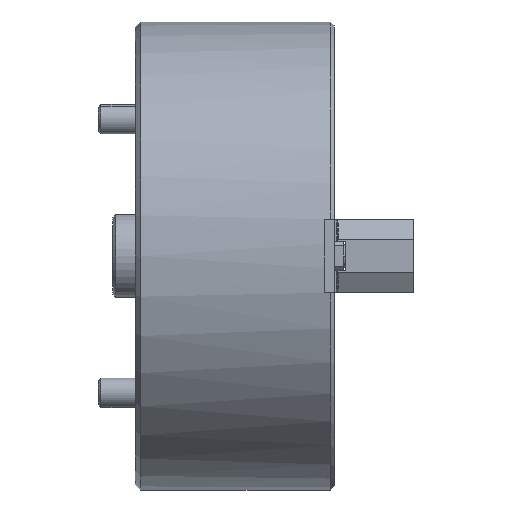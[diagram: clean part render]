
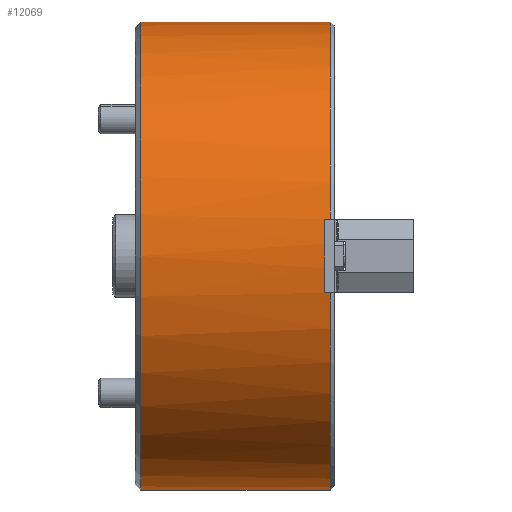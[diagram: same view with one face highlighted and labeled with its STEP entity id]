
A CAD part, front view. The second image highlights one B-rep face of the part: STEP entity #12069.
In plain terms, the highlighted cylindrical face has radius 127 mm (diameter 254 mm), a partial arc.
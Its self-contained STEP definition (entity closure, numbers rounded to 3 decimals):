
#427 = EDGE_CURVE ( 'NONE', #16150, #30879, #22225, .T. ) ;
#1579 = CARTESIAN_POINT ( 'NONE',  ( 106., -125.415, -20. ) ) ;
#3350 = DIRECTION ( 'NONE',  ( -1., 0., 0. ) ) ;
#3684 = AXIS2_PLACEMENT_3D ( 'NONE', #44813, #5439, #9025 ) ;
#4067 = CARTESIAN_POINT ( 'NONE',  ( 3., 0., 127. ) ) ;
#5439 = DIRECTION ( 'NONE',  ( -1., 0., 0. ) ) ;
#5511 = AXIS2_PLACEMENT_3D ( 'NONE', #17131, #42264, #20772 ) ;
#5895 = VERTEX_POINT ( 'NONE', #22403 ) ;
#6226 = ORIENTED_EDGE ( 'NONE', *, *, #42478, .T. ) ;
#6527 = FACE_OUTER_BOUND ( 'NONE', #33869, .T. ) ;
#6779 = EDGE_CURVE ( 'NONE', #5895, #16150, #8870, .T. ) ;
#6906 = ORIENTED_EDGE ( 'NONE', *, *, #6779, .T. ) ;
#7018 = VERTEX_POINT ( 'NONE', #1579 ) ;
#7344 = VERTEX_POINT ( 'NONE', #21642 ) ;
#7375 = CARTESIAN_POINT ( 'NONE',  ( 106., 0., -127. ) ) ;
#8709 = ORIENTED_EDGE ( 'NONE', *, *, #25254, .F. ) ;
#8771 = CARTESIAN_POINT ( 'NONE',  ( 106., -125.415, 20. ) ) ;
#8870 = LINE ( 'NONE', #10836, #26890 ) ;
#9025 = DIRECTION ( 'NONE',  ( 0., 0., 1. ) ) ;
#9994 = CARTESIAN_POINT ( 'NONE',  ( 0., -125.415, -20. ) ) ;
#10532 = CARTESIAN_POINT ( 'NONE',  ( 106., 0., 0. ) ) ;
#10596 = VECTOR ( 'NONE', #13598, 1000. ) ;
#10612 = VERTEX_POINT ( 'NONE', #4067 ) ;
#10640 = AXIS2_PLACEMENT_3D ( 'NONE', #37177, #15613, #40774 ) ;
#10836 = CARTESIAN_POINT ( 'NONE',  ( 0., -125.415, 20. ) ) ;
#12069 = ADVANCED_FACE ( 'NONE', ( #6527 ), #24506, .T. ) ;
#13598 = DIRECTION ( 'NONE',  ( -1., 0., 0. ) ) ;
#14422 = DIRECTION ( 'NONE',  ( 1., 0., 0. ) ) ;
#15613 = DIRECTION ( 'NONE',  ( -1., 0., 0. ) ) ;
#16150 = VERTEX_POINT ( 'NONE', #8771 ) ;
#16874 = VERTEX_POINT ( 'NONE', #7375 ) ;
#17131 = CARTESIAN_POINT ( 'NONE',  ( 103., 0., 0. ) ) ;
#17723 = EDGE_CURVE ( 'NONE', #7018, #7344, #29747, .T. ) ;
#20358 = DIRECTION ( 'NONE',  ( 1., 0., 0. ) ) ;
#20532 = CARTESIAN_POINT ( 'NONE',  ( 3., 0., -127. ) ) ;
#20772 = DIRECTION ( 'NONE',  ( 0., 0., 1. ) ) ;
#21642 = CARTESIAN_POINT ( 'NONE',  ( 103., -125.415, -20. ) ) ;
#21894 = ORIENTED_EDGE ( 'NONE', *, *, #26684, .T. ) ;
#22225 = CIRCLE ( 'NONE', #28699, 127. ) ;
#22403 = CARTESIAN_POINT ( 'NONE',  ( 103., -125.415, 20. ) ) ;
#24506 = CYLINDRICAL_SURFACE ( 'NONE', #3684, 127. ) ;
#25254 = EDGE_CURVE ( 'NONE', #16874, #29722, #28593, .T. ) ;
#26678 = ORIENTED_EDGE ( 'NONE', *, *, #40382, .T. ) ;
#26684 = EDGE_CURVE ( 'NONE', #10612, #29722, #45411, .T. ) ;
#26890 = VECTOR ( 'NONE', #14422, 1000. ) ;
#28188 = CIRCLE ( 'NONE', #10640, 127. ) ;
#28593 = LINE ( 'NONE', #38043, #38133 ) ;
#28699 = AXIS2_PLACEMENT_3D ( 'NONE', #10532, #3350, #36305 ) ;
#29722 = VERTEX_POINT ( 'NONE', #20532 ) ;
#29747 = LINE ( 'NONE', #9994, #10596 ) ;
#30849 = DIRECTION ( 'NONE',  ( -1., 0., 0. ) ) ;
#30879 = VERTEX_POINT ( 'NONE', #40934 ) ;
#32385 = ORIENTED_EDGE ( 'NONE', *, *, #17723, .T. ) ;
#33493 = EDGE_CURVE ( 'NONE', #7344, #5895, #41197, .T. ) ;
#33869 = EDGE_LOOP ( 'NONE', ( #8709, #6226, #32385, #40011, #6906, #44757, #26678, #21894 ) ) ;
#34612 = LINE ( 'NONE', #45465, #42959 ) ;
#36305 = DIRECTION ( 'NONE',  ( 0., 0., 1. ) ) ;
#37177 = CARTESIAN_POINT ( 'NONE',  ( 106., 0., 0. ) ) ;
#38043 = CARTESIAN_POINT ( 'NONE',  ( 0., 0., -127. ) ) ;
#38133 = VECTOR ( 'NONE', #30849, 1000. ) ;
#38282 = DIRECTION ( 'NONE',  ( -1., 0., 0. ) ) ;
#39592 = AXIS2_PLACEMENT_3D ( 'NONE', #41855, #20358, #45459 ) ;
#40011 = ORIENTED_EDGE ( 'NONE', *, *, #33493, .T. ) ;
#40382 = EDGE_CURVE ( 'NONE', #30879, #10612, #34612, .T. ) ;
#40774 = DIRECTION ( 'NONE',  ( 0., 0., 1. ) ) ;
#40934 = CARTESIAN_POINT ( 'NONE',  ( 106., 0., 127. ) ) ;
#41197 = CIRCLE ( 'NONE', #5511, 127. ) ;
#41855 = CARTESIAN_POINT ( 'NONE',  ( 3., 0., 0. ) ) ;
#42264 = DIRECTION ( 'NONE',  ( -1., 0., 0. ) ) ;
#42478 = EDGE_CURVE ( 'NONE', #16874, #7018, #28188, .T. ) ;
#42959 = VECTOR ( 'NONE', #38282, 1000. ) ;
#44757 = ORIENTED_EDGE ( 'NONE', *, *, #427, .T. ) ;
#44813 = CARTESIAN_POINT ( 'NONE',  ( 0., 0., 0. ) ) ;
#45411 = CIRCLE ( 'NONE', #39592, 127. ) ;
#45459 = DIRECTION ( 'NONE',  ( 0., 0., -1. ) ) ;
#45465 = CARTESIAN_POINT ( 'NONE',  ( 0., 0., 127. ) ) ;
